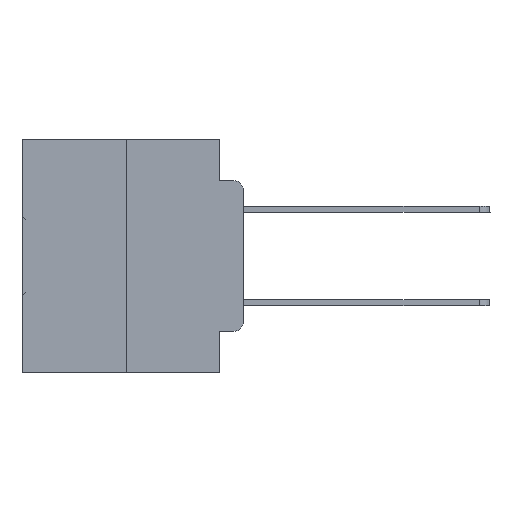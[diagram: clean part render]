
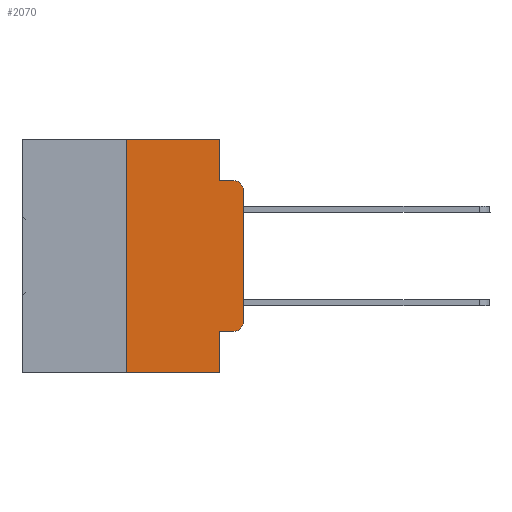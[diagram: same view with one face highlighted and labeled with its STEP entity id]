
A CAD part, left-side view. The second image highlights one B-rep face of the part: STEP entity #2070.
In plain terms, the highlighted planar face has unit normal (-1, 0, 0).
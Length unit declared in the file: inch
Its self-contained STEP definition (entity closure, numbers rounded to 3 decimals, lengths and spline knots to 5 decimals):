
#196 = ORIENTED_EDGE ( 'NONE', *, *, #20398, .F. ) ;
#482 = LINE ( 'NONE', #25687, #27504 ) ;
#1545 = CARTESIAN_POINT ( 'NONE',  ( 0., 0.051, -0.0885 ) ) ;
#1915 = VERTEX_POINT ( 'NONE', #18257 ) ;
#1929 = DIRECTION ( 'NONE',  ( 0., 0., -1. ) ) ;
#2070 = ADVANCED_FACE ( 'NONE', ( #10205 ), #30664, .F. ) ;
#2630 = EDGE_CURVE ( 'NONE', #24176, #30055, #8437, .T. ) ;
#3189 = DIRECTION ( 'NONE',  ( 0., 0., 1. ) ) ;
#3450 = VECTOR ( 'NONE', #23025, 39.37008 ) ;
#4865 = LINE ( 'NONE', #29229, #25533 ) ;
#5333 = AXIS2_PLACEMENT_3D ( 'NONE', #28826, #17299, #15506 ) ;
#5714 = VERTEX_POINT ( 'NONE', #25175 ) ;
#6915 = DIRECTION ( 'NONE',  ( -1., 0., 0. ) ) ;
#7274 = ORIENTED_EDGE ( 'NONE', *, *, #27397, .F. ) ;
#7795 = CARTESIAN_POINT ( 'NONE',  ( 0., 0., 0. ) ) ;
#8177 = LINE ( 'NONE', #11072, #23411 ) ;
#8437 = CIRCLE ( 'NONE', #26299, 0.02 ) ;
#10075 = ORIENTED_EDGE ( 'NONE', *, *, #24592, .T. ) ;
#10205 = FACE_OUTER_BOUND ( 'NONE', #26709, .T. ) ;
#10284 = CARTESIAN_POINT ( 'NONE',  ( 0., 0.25, 0. ) ) ;
#10539 = DIRECTION ( 'NONE',  ( 0., 0., 1. ) ) ;
#11072 = CARTESIAN_POINT ( 'NONE',  ( 0., 0.051, -0.0885 ) ) ;
#11346 = ORIENTED_EDGE ( 'NONE', *, *, #16757, .F. ) ;
#12215 = LINE ( 'NONE', #18250, #32486 ) ;
#12472 = CARTESIAN_POINT ( 'NONE',  ( 0., 0., -0.3915 ) ) ;
#13213 = LINE ( 'NONE', #7795, #32632 ) ;
#13779 = DIRECTION ( 'NONE',  ( 0., -1., 0. ) ) ;
#14074 = ORIENTED_EDGE ( 'NONE', *, *, #15619, .T. ) ;
#14779 = CARTESIAN_POINT ( 'NONE',  ( 0., 0., -0.1085 ) ) ;
#15506 = DIRECTION ( 'NONE',  ( 0., 0., -1. ) ) ;
#15553 = VERTEX_POINT ( 'NONE', #10284 ) ;
#15619 = EDGE_CURVE ( 'NONE', #1915, #32233, #24495, .T. ) ;
#15960 = CARTESIAN_POINT ( 'NONE',  ( 0., 0.02, -0.3915 ) ) ;
#16757 = EDGE_CURVE ( 'NONE', #27364, #29567, #12215, .T. ) ;
#17228 = CARTESIAN_POINT ( 'NONE',  ( 0., 0.02, -0.1085 ) ) ;
#17299 = DIRECTION ( 'NONE',  ( 1., 0., 0. ) ) ;
#17589 = VERTEX_POINT ( 'NONE', #32061 ) ;
#17659 = LINE ( 'NONE', #25635, #30795 ) ;
#17669 = CARTESIAN_POINT ( 'NONE',  ( 0., 0.051, -0.4115 ) ) ;
#17826 = AXIS2_PLACEMENT_3D ( 'NONE', #15960, #34348, #18676 ) ;
#17881 = LINE ( 'NONE', #19483, #18727 ) ;
#18250 = CARTESIAN_POINT ( 'NONE',  ( 0., 0.051, 0. ) ) ;
#18257 = CARTESIAN_POINT ( 'NONE',  ( 0., 0.02, -0.4115 ) ) ;
#18676 = DIRECTION ( 'NONE',  ( 0., 0., -1. ) ) ;
#18727 = VECTOR ( 'NONE', #3189, 39.37008 ) ;
#19483 = CARTESIAN_POINT ( 'NONE',  ( 0., 0.25, 0. ) ) ;
#19925 = EDGE_CURVE ( 'NONE', #15553, #5714, #25019, .T. ) ;
#20398 = EDGE_CURVE ( 'NONE', #17589, #15553, #17881, .T. ) ;
#20556 = DIRECTION ( 'NONE',  ( 0., 0., -1. ) ) ;
#21383 = ORIENTED_EDGE ( 'NONE', *, *, #19925, .F. ) ;
#22396 = ORIENTED_EDGE ( 'NONE', *, *, #28479, .F. ) ;
#22968 = DIRECTION ( 'NONE',  ( 0., 0., -1. ) ) ;
#23025 = DIRECTION ( 'NONE',  ( 0., -1., 0. ) ) ;
#23411 = VECTOR ( 'NONE', #13779, 39.37008 ) ;
#23587 = CARTESIAN_POINT ( 'NONE',  ( 0., 0.02, -0.0885 ) ) ;
#24173 = DIRECTION ( 'NONE',  ( 0., -1., 0. ) ) ;
#24176 = VERTEX_POINT ( 'NONE', #14779 ) ;
#24206 = EDGE_CURVE ( 'NONE', #17589, #29567, #17659, .T. ) ;
#24495 = CIRCLE ( 'NONE', #17826, 0.02 ) ;
#24592 = EDGE_CURVE ( 'NONE', #27364, #1915, #4865, .T. ) ;
#25019 = LINE ( 'NONE', #33293, #3450 ) ;
#25175 = CARTESIAN_POINT ( 'NONE',  ( 0., 0.051, 0. ) ) ;
#25533 = VECTOR ( 'NONE', #24173, 39.37008 ) ;
#25635 = CARTESIAN_POINT ( 'NONE',  ( 0., 0.473, -0.5 ) ) ;
#25687 = CARTESIAN_POINT ( 'NONE',  ( 0., 0.051, 0. ) ) ;
#26299 = AXIS2_PLACEMENT_3D ( 'NONE', #17228, #6915, #20556 ) ;
#26486 = ORIENTED_EDGE ( 'NONE', *, *, #2630, .T. ) ;
#26709 = EDGE_LOOP ( 'NONE', ( #27769, #26486, #22396, #7274, #21383, #196, #32416, #11346, #10075, #14074 ) ) ;
#27364 = VERTEX_POINT ( 'NONE', #17669 ) ;
#27397 = EDGE_CURVE ( 'NONE', #5714, #32852, #482, .T. ) ;
#27504 = VECTOR ( 'NONE', #22968, 39.37008 ) ;
#27769 = ORIENTED_EDGE ( 'NONE', *, *, #33043, .T. ) ;
#28217 = DIRECTION ( 'NONE',  ( 0., -1., 0. ) ) ;
#28479 = EDGE_CURVE ( 'NONE', #32852, #30055, #8177, .T. ) ;
#28826 = CARTESIAN_POINT ( 'NONE',  ( 0., 0.473, 0. ) ) ;
#29229 = CARTESIAN_POINT ( 'NONE',  ( 0., 0.051, -0.4115 ) ) ;
#29366 = CARTESIAN_POINT ( 'NONE',  ( 0., 0.051, -0.5 ) ) ;
#29567 = VERTEX_POINT ( 'NONE', #29366 ) ;
#30055 = VERTEX_POINT ( 'NONE', #23587 ) ;
#30664 = PLANE ( 'NONE',  #5333 ) ;
#30795 = VECTOR ( 'NONE', #28217, 39.37008 ) ;
#32061 = CARTESIAN_POINT ( 'NONE',  ( 0., 0.25, -0.5 ) ) ;
#32233 = VERTEX_POINT ( 'NONE', #12472 ) ;
#32416 = ORIENTED_EDGE ( 'NONE', *, *, #24206, .T. ) ;
#32486 = VECTOR ( 'NONE', #1929, 39.37008 ) ;
#32632 = VECTOR ( 'NONE', #10539, 39.37008 ) ;
#32852 = VERTEX_POINT ( 'NONE', #1545 ) ;
#33043 = EDGE_CURVE ( 'NONE', #32233, #24176, #13213, .T. ) ;
#33293 = CARTESIAN_POINT ( 'NONE',  ( 0., 0.473, 0. ) ) ;
#34348 = DIRECTION ( 'NONE',  ( -1., 0., 0. ) ) ;
